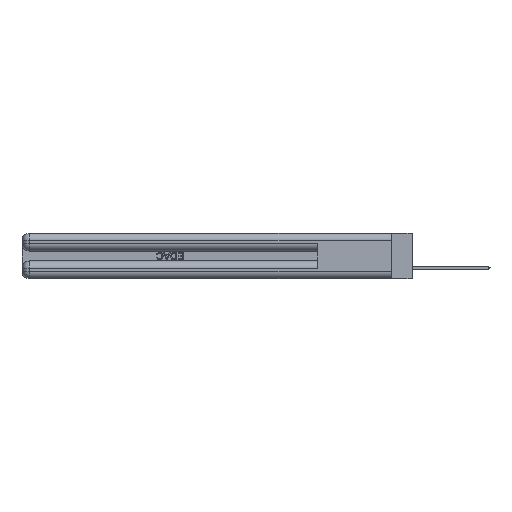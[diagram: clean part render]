
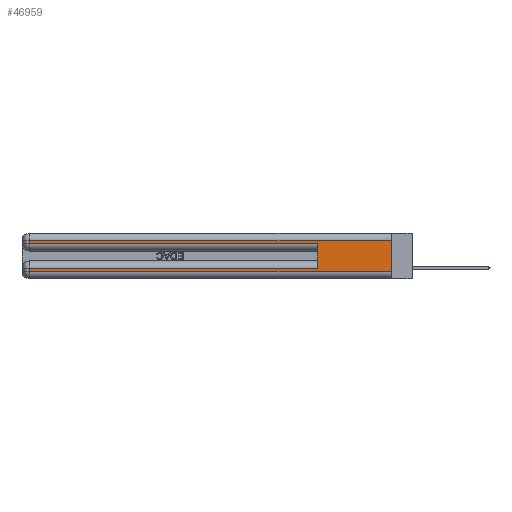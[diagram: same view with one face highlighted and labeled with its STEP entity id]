
A CAD part, left-side view. The second image highlights one B-rep face of the part: STEP entity #46959.
In plain terms, the highlighted planar face has unit normal (-1, 0, 0).
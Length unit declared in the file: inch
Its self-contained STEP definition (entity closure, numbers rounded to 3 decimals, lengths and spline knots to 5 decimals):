
#974 = VECTOR ( 'NONE', #20230, 39.37008 ) ;
#2516 = CARTESIAN_POINT ( 'NONE',  ( 0., 0., 0.37 ) ) ;
#2639 = ORIENTED_EDGE ( 'NONE', *, *, #10863, .T. ) ;
#2658 = CARTESIAN_POINT ( 'NONE',  ( 0., 0., 0.285 ) ) ;
#3508 = EDGE_CURVE ( 'NONE', #9199, #18474, #21577, .T. ) ;
#3895 = ORIENTED_EDGE ( 'NONE', *, *, #13741, .T. ) ;
#3963 = LINE ( 'NONE', #6569, #26387 ) ;
#4559 = VECTOR ( 'NONE', #26959, 39.37008 ) ;
#4871 = CARTESIAN_POINT ( 'NONE',  ( 0., 0., 0.06 ) ) ;
#5783 = LINE ( 'NONE', #37843, #4559 ) ;
#6569 = CARTESIAN_POINT ( 'NONE',  ( 0., 0., 0.085 ) ) ;
#7438 = EDGE_CURVE ( 'NONE', #12182, #18474, #8981, .T. ) ;
#8981 = LINE ( 'NONE', #2658, #46646 ) ;
#9199 = VERTEX_POINT ( 'NONE', #20443 ) ;
#9623 = LINE ( 'NONE', #46437, #44364 ) ;
#9654 = VERTEX_POINT ( 'NONE', #34126 ) ;
#10417 = CARTESIAN_POINT ( 'NONE',  ( 0., 2.94, 0.085 ) ) ;
#10687 = CARTESIAN_POINT ( 'NONE',  ( 0., 2.94, 0.285 ) ) ;
#10863 = EDGE_CURVE ( 'NONE', #9199, #41375, #3963, .T. ) ;
#10999 = EDGE_CURVE ( 'NONE', #41375, #9654, #5783, .T. ) ;
#12182 = VERTEX_POINT ( 'NONE', #10687 ) ;
#12554 = ORIENTED_EDGE ( 'NONE', *, *, #41013, .T. ) ;
#13237 = CARTESIAN_POINT ( 'NONE',  ( 0., 2.94, 0.37 ) ) ;
#13741 = EDGE_CURVE ( 'NONE', #9654, #35989, #43445, .T. ) ;
#15408 = VERTEX_POINT ( 'NONE', #38646 ) ;
#15944 = DIRECTION ( 'NONE',  ( 0., 0., -1. ) ) ;
#16161 = ORIENTED_EDGE ( 'NONE', *, *, #3508, .F. ) ;
#16325 = DIRECTION ( 'NONE',  ( 0., 1., 0. ) ) ;
#16556 = CARTESIAN_POINT ( 'NONE',  ( 0., 0., 0.37 ) ) ;
#16765 = CARTESIAN_POINT ( 'NONE',  ( 0., 0.6, 0.145 ) ) ;
#16944 = DIRECTION ( 'NONE',  ( 0., 0., 1. ) ) ;
#18281 = AXIS2_PLACEMENT_3D ( 'NONE', #16556, #34971, #39280 ) ;
#18474 = VERTEX_POINT ( 'NONE', #21861 ) ;
#20230 = DIRECTION ( 'NONE',  ( 0., -1., 0. ) ) ;
#20443 = CARTESIAN_POINT ( 'NONE',  ( 0., 0.6, 0.085 ) ) ;
#21577 = LINE ( 'NONE', #16765, #33903 ) ;
#21861 = CARTESIAN_POINT ( 'NONE',  ( 0., 0.6, 0.285 ) ) ;
#23514 = VECTOR ( 'NONE', #15944, 39.37008 ) ;
#23743 = CARTESIAN_POINT ( 'NONE',  ( 0., 2.94, 0.31 ) ) ;
#26387 = VECTOR ( 'NONE', #32101, 39.37008 ) ;
#26959 = DIRECTION ( 'NONE',  ( 0., 0., -1. ) ) ;
#28135 = CARTESIAN_POINT ( 'NONE',  ( 0., 0., 0.06 ) ) ;
#28594 = DIRECTION ( 'NONE',  ( 0., 0., -1. ) ) ;
#28811 = EDGE_CURVE ( 'NONE', #15408, #35989, #48256, .T. ) ;
#29050 = ORIENTED_EDGE ( 'NONE', *, *, #28811, .F. ) ;
#29405 = EDGE_CURVE ( 'NONE', #42534, #12182, #47622, .T. ) ;
#29834 = ORIENTED_EDGE ( 'NONE', *, *, #29405, .T. ) ;
#32101 = DIRECTION ( 'NONE',  ( 0., 1., 0. ) ) ;
#33764 = DIRECTION ( 'NONE',  ( 0., -1., 0. ) ) ;
#33903 = VECTOR ( 'NONE', #16944, 39.37008 ) ;
#34126 = CARTESIAN_POINT ( 'NONE',  ( 0., 2.94, 0.06 ) ) ;
#34971 = DIRECTION ( 'NONE',  ( 1., 0., 0. ) ) ;
#35636 = EDGE_LOOP ( 'NONE', ( #29050, #12554, #29834, #43136, #16161, #2639, #38159, #3895 ) ) ;
#35989 = VERTEX_POINT ( 'NONE', #28135 ) ;
#37843 = CARTESIAN_POINT ( 'NONE',  ( 0., 2.94, 0.37 ) ) ;
#38159 = ORIENTED_EDGE ( 'NONE', *, *, #10999, .T. ) ;
#38451 = PLANE ( 'NONE',  #18281 ) ;
#38646 = CARTESIAN_POINT ( 'NONE',  ( 0., 0., 0.31 ) ) ;
#39280 = DIRECTION ( 'NONE',  ( 0., 0., -1. ) ) ;
#41013 = EDGE_CURVE ( 'NONE', #15408, #42534, #9623, .T. ) ;
#41375 = VERTEX_POINT ( 'NONE', #10417 ) ;
#42534 = VERTEX_POINT ( 'NONE', #23743 ) ;
#43136 = ORIENTED_EDGE ( 'NONE', *, *, #7438, .T. ) ;
#43445 = LINE ( 'NONE', #4871, #974 ) ;
#44109 = VECTOR ( 'NONE', #28594, 39.37008 ) ;
#44364 = VECTOR ( 'NONE', #16325, 39.37008 ) ;
#46437 = CARTESIAN_POINT ( 'NONE',  ( 0., 0., 0.31 ) ) ;
#46646 = VECTOR ( 'NONE', #33764, 39.37008 ) ;
#46959 = ADVANCED_FACE ( 'NONE', ( #48386 ), #38451, .F. ) ;
#47622 = LINE ( 'NONE', #13237, #44109 ) ;
#48256 = LINE ( 'NONE', #2516, #23514 ) ;
#48386 = FACE_OUTER_BOUND ( 'NONE', #35636, .T. ) ;
